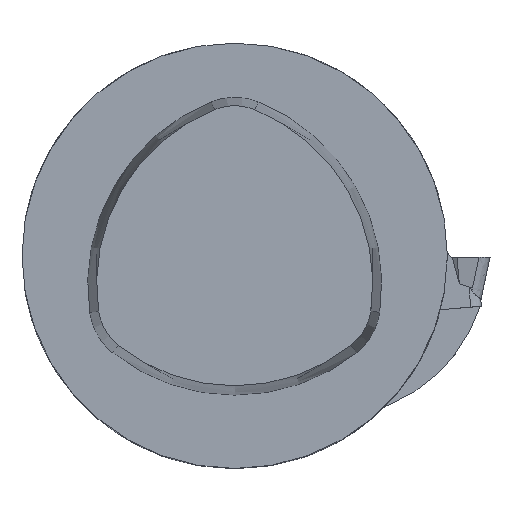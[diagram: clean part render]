
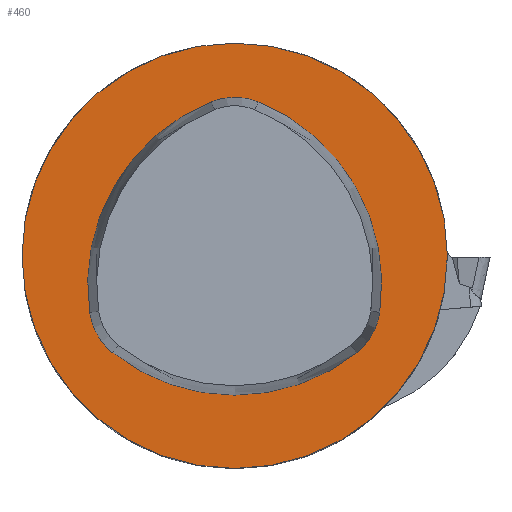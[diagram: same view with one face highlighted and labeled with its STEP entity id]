
A CAD part, top view. The second image highlights one B-rep face of the part: STEP entity #460.
In plain terms, the highlighted planar face has unit normal (0, 0, 1).
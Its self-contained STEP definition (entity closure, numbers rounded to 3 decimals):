
#460=ADVANCED_FACE('',(#614),#545,.T.);
#545=PLANE('',#1717);
#614=FACE_OUTER_BOUND('',#700,.T.);
#700=EDGE_LOOP('',(#838));
#838=ORIENTED_EDGE('',*,*,#1424,.F.);
#1262=VERTEX_POINT('',#2354);
#1424=EDGE_CURVE('',#1262,#1262,#1634,.T.);
#1634=CIRCLE('',#1716,20.);
#1716=AXIS2_PLACEMENT_3D('',#2353,#1914,#1915);
#1717=AXIS2_PLACEMENT_3D('',#2355,#1916,#1917);
#1914=DIRECTION('',(0.,0.,-1.));
#1915=DIRECTION('',(-1.,0.,0.));
#1916=DIRECTION('',(0.,0.,1.));
#1917=DIRECTION('',(1.,0.,0.));
#2353=CARTESIAN_POINT('',(0.,0.,0.));
#2354=CARTESIAN_POINT('',(-20.,0.,0.));
#2355=CARTESIAN_POINT('',(0.,0.,0.));
